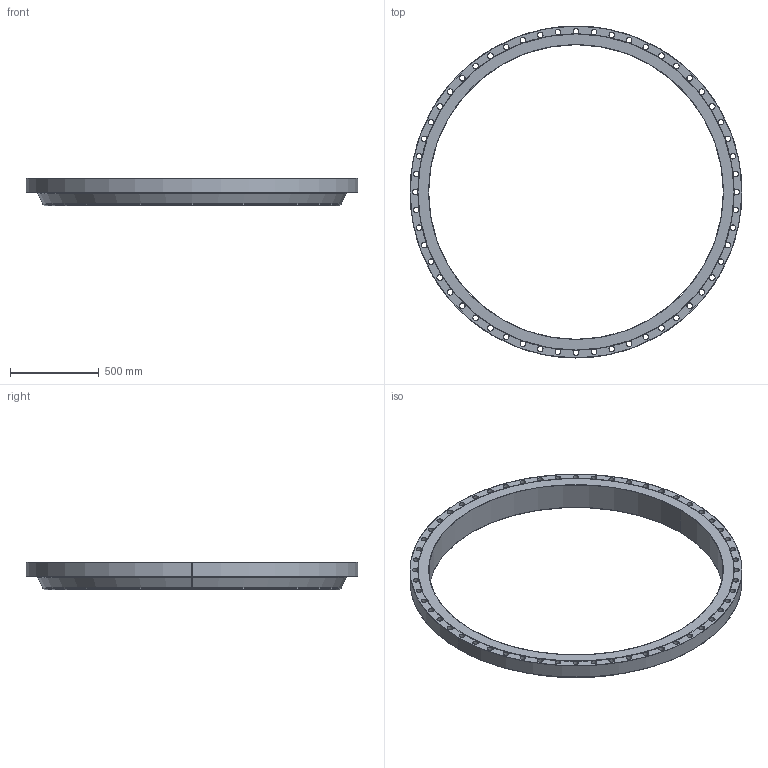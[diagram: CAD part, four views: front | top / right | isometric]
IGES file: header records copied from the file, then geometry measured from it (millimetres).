
Start section: SolidWorks IGES file using analytic representation for surfaces
Global section: file name: 66_CL175_B161_RF_WNF_OB_STD.IGS; native system: SolidWorks 2023; preprocessor: SolidWorks 2023; author: Ken_Snader; date: 240118.050252; units: inch
Bounding box: 1866.9 x 1866.9 x 157.16 mm (x, y, z)
Surface area: 3054752.3 mm2 (no closed solid volume)
Topology: 0 solids, 0 shells, 130 faces, 3032 edges, 2976 vertices
Faces by surface type: revolution 124, bspline 6
